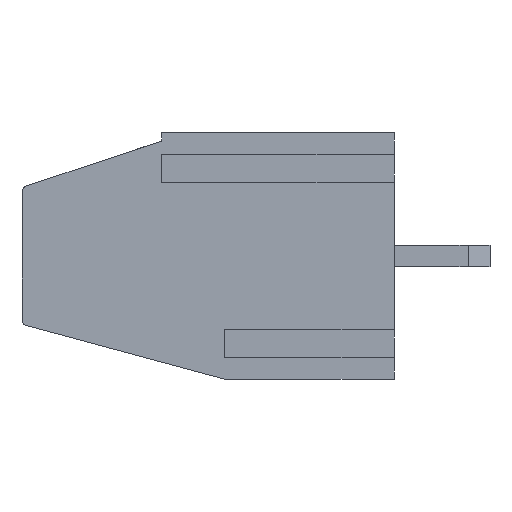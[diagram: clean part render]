
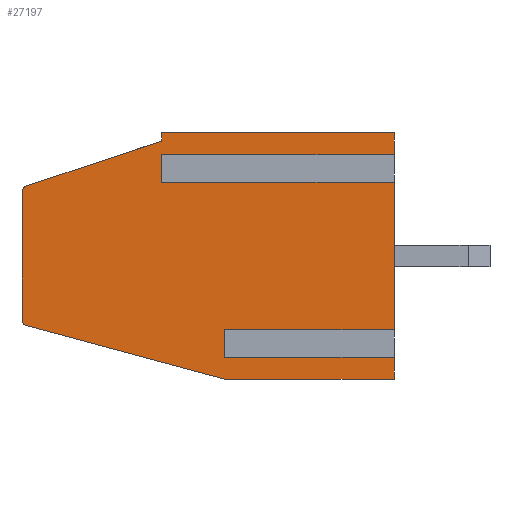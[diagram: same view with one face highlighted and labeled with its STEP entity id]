
A CAD part, left-side view. The second image highlights one B-rep face of the part: STEP entity #27197.
In plain terms, the highlighted planar face has unit normal (-1, 0, 0).
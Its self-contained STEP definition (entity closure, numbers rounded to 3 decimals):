
#958 = CARTESIAN_POINT ( 'NONE',  ( 0., 8.5, 9. ) ) ;
#1262 = CARTESIAN_POINT ( 'NONE',  ( 0., 6.2, 1.007 ) ) ;
#1356 = CARTESIAN_POINT ( 'NONE',  ( 0., 0., 9. ) ) ;
#1556 = CARTESIAN_POINT ( 'NONE',  ( 0., 8.5, 8.7 ) ) ;
#1754 = LINE ( 'NONE', #1262, #6501 ) ;
#1994 = AXIS2_PLACEMENT_3D ( 'NONE', #33467, #30089, #27526 ) ;
#2144 = VERTEX_POINT ( 'NONE', #18439 ) ;
#2148 = VECTOR ( 'NONE', #10237, 1000. ) ;
#2737 = ORIENTED_EDGE ( 'NONE', *, *, #24199, .F. ) ;
#2802 = VERTEX_POINT ( 'NONE', #22516 ) ;
#2972 = ORIENTED_EDGE ( 'NONE', *, *, #11937, .F. ) ;
#3129 = ORIENTED_EDGE ( 'NONE', *, *, #14856, .F. ) ;
#3247 = CARTESIAN_POINT ( 'NONE',  ( 0., 6.2, 1.593 ) ) ;
#3352 = VERTEX_POINT ( 'NONE', #9334 ) ;
#3509 = DIRECTION ( 'NONE',  ( 0., -1., 0. ) ) ;
#3664 = EDGE_CURVE ( 'NONE', #18085, #33202, #6033, .T. ) ;
#3897 = AXIS2_PLACEMENT_3D ( 'NONE', #33611, #10346, #16140 ) ;
#4124 = CARTESIAN_POINT ( 'NONE',  ( 0., 6.2, 0. ) ) ;
#4345 = DIRECTION ( 'NONE',  ( 0., -1., 0. ) ) ;
#4519 = LINE ( 'NONE', #12204, #11956 ) ;
#5011 = CARTESIAN_POINT ( 'NONE',  ( 0., 6.2, 1.007 ) ) ;
#5735 = EDGE_CURVE ( 'NONE', #33202, #32917, #17768, .T. ) ;
#5783 = LINE ( 'NONE', #29071, #17983 ) ;
#6025 = VERTEX_POINT ( 'NONE', #26108 ) ;
#6033 = LINE ( 'NONE', #26922, #6656 ) ;
#6321 = LINE ( 'NONE', #24951, #14889 ) ;
#6501 = VECTOR ( 'NONE', #11642, 1000. ) ;
#6656 = VECTOR ( 'NONE', #3509, 1000. ) ;
#6824 = DIRECTION ( 'NONE',  ( 0., -1., 0. ) ) ;
#6946 = CARTESIAN_POINT ( 'NONE',  ( 0., 13.6, 0. ) ) ;
#7311 = FACE_OUTER_BOUND ( 'NONE', #30183, .T. ) ;
#8437 = ORIENTED_EDGE ( 'NONE', *, *, #18646, .T. ) ;
#8685 = ORIENTED_EDGE ( 'NONE', *, *, #16415, .T. ) ;
#9041 = LINE ( 'NONE', #1556, #31951 ) ;
#9334 = CARTESIAN_POINT ( 'NONE',  ( 0., 8.5, 8.7 ) ) ;
#9664 = VECTOR ( 'NONE', #18466, 1000. ) ;
#9715 = LINE ( 'NONE', #15011, #28319 ) ;
#10237 = DIRECTION ( 'NONE',  ( 0., 0., -1. ) ) ;
#10346 = DIRECTION ( 'NONE',  ( -1., 0., 0. ) ) ;
#10431 = EDGE_CURVE ( 'NONE', #2144, #24941, #11505, .T. ) ;
#10711 = CARTESIAN_POINT ( 'NONE',  ( 0., 8.5, 7.993 ) ) ;
#11379 = ORIENTED_EDGE ( 'NONE', *, *, #14238, .F. ) ;
#11505 = CIRCLE ( 'NONE', #3897, 0.2 ) ;
#11550 = LINE ( 'NONE', #29540, #15405 ) ;
#11642 = DIRECTION ( 'NONE',  ( 0., -1., 0. ) ) ;
#11937 = EDGE_CURVE ( 'NONE', #33122, #24941, #24032, .T. ) ;
#11956 = VECTOR ( 'NONE', #4345, 1000. ) ;
#12204 = CARTESIAN_POINT ( 'NONE',  ( 0., 13.6, 9. ) ) ;
#12629 = DIRECTION ( 'NONE',  ( 0., 0., 1. ) ) ;
#12660 = LINE ( 'NONE', #15538, #17820 ) ;
#12807 = LINE ( 'NONE', #18253, #2148 ) ;
#13200 = VECTOR ( 'NONE', #28239, 1000. ) ;
#13306 = CARTESIAN_POINT ( 'NONE',  ( 0., 0., 7.407 ) ) ;
#13372 = CARTESIAN_POINT ( 'NONE',  ( 0., 0., 0. ) ) ;
#13626 = DIRECTION ( 'NONE',  ( 0., -1., 0. ) ) ;
#14121 = LINE ( 'NONE', #1356, #32161 ) ;
#14238 = EDGE_CURVE ( 'NONE', #2144, #2802, #9715, .T. ) ;
#14252 = ORIENTED_EDGE ( 'NONE', *, *, #20926, .T. ) ;
#14647 = CARTESIAN_POINT ( 'NONE',  ( 0., 0., 1.007 ) ) ;
#14856 = EDGE_CURVE ( 'NONE', #16516, #21371, #1754, .T. ) ;
#14889 = VECTOR ( 'NONE', #6824, 1000. ) ;
#15011 = CARTESIAN_POINT ( 'NONE',  ( 0., 13.6, 9. ) ) ;
#15075 = ORIENTED_EDGE ( 'NONE', *, *, #5735, .T. ) ;
#15156 = DIRECTION ( 'NONE',  ( 1., 0., 0. ) ) ;
#15231 = CARTESIAN_POINT ( 'NONE',  ( 0., 13.6, 7. ) ) ;
#15405 = VECTOR ( 'NONE', #21640, 1000. ) ;
#15538 = CARTESIAN_POINT ( 'NONE',  ( 0., 6.2, 0. ) ) ;
#15554 = EDGE_CURVE ( 'NONE', #23424, #21371, #5783, .T. ) ;
#15651 = CARTESIAN_POINT ( 'NONE',  ( 0., 13.6, 9. ) ) ;
#16140 = DIRECTION ( 'NONE',  ( 0., 0., -1. ) ) ;
#16189 = LINE ( 'NONE', #19108, #20414 ) ;
#16415 = EDGE_CURVE ( 'NONE', #33089, #6025, #14121, .T. ) ;
#16516 = VERTEX_POINT ( 'NONE', #5011 ) ;
#17118 = VERTEX_POINT ( 'NONE', #20048 ) ;
#17147 = VECTOR ( 'NONE', #33613, 1000. ) ;
#17229 = CIRCLE ( 'NONE', #1994, 0.2 ) ;
#17768 = LINE ( 'NONE', #25491, #13200 ) ;
#17820 = VECTOR ( 'NONE', #23238, 1000. ) ;
#17882 = LINE ( 'NONE', #6946, #17147 ) ;
#17907 = CARTESIAN_POINT ( 'NONE',  ( 0., 6.2, 0. ) ) ;
#17983 = VECTOR ( 'NONE', #29251, 1000. ) ;
#18085 = VERTEX_POINT ( 'NONE', #3247 ) ;
#18253 = CARTESIAN_POINT ( 'NONE',  ( 0., 8.5, 7.993 ) ) ;
#18261 = ORIENTED_EDGE ( 'NONE', *, *, #21573, .F. ) ;
#18439 = CARTESIAN_POINT ( 'NONE',  ( 0., 13.6, 2.153 ) ) ;
#18466 = DIRECTION ( 'NONE',  ( 0., -0.949, 0.316 ) ) ;
#18579 = ORIENTED_EDGE ( 'NONE', *, *, #21824, .F. ) ;
#18646 = EDGE_CURVE ( 'NONE', #17118, #2802, #17229, .T. ) ;
#19108 = CARTESIAN_POINT ( 'NONE',  ( 0., 8.5, 7.993 ) ) ;
#19634 = CARTESIAN_POINT ( 'NONE',  ( 0., 13.452, 1.96 ) ) ;
#19701 = VERTEX_POINT ( 'NONE', #958 ) ;
#19939 = ORIENTED_EDGE ( 'NONE', *, *, #31436, .T. ) ;
#20048 = CARTESIAN_POINT ( 'NONE',  ( 0., 13.463, 7.046 ) ) ;
#20414 = VECTOR ( 'NONE', #13626, 1000. ) ;
#20926 = EDGE_CURVE ( 'NONE', #16516, #18085, #11550, .T. ) ;
#21371 = VERTEX_POINT ( 'NONE', #14647 ) ;
#21573 = EDGE_CURVE ( 'NONE', #32232, #32917, #6321, .T. ) ;
#21640 = DIRECTION ( 'NONE',  ( 0., 0., 1. ) ) ;
#21824 = EDGE_CURVE ( 'NONE', #19701, #6025, #4519, .T. ) ;
#22167 = DIRECTION ( 'NONE',  ( 0., 0., 1. ) ) ;
#22516 = CARTESIAN_POINT ( 'NONE',  ( 0., 13.6, 6.856 ) ) ;
#22624 = EDGE_CURVE ( 'NONE', #26004, #33122, #12660, .T. ) ;
#23040 = EDGE_CURVE ( 'NONE', #17118, #3352, #23421, .T. ) ;
#23238 = DIRECTION ( 'NONE',  ( 0., 0., 1. ) ) ;
#23386 = CARTESIAN_POINT ( 'NONE',  ( 0., 8.5, 7.407 ) ) ;
#23421 = LINE ( 'NONE', #15231, #9664 ) ;
#23424 = VERTEX_POINT ( 'NONE', #13372 ) ;
#24032 = LINE ( 'NONE', #31901, #28674 ) ;
#24199 = EDGE_CURVE ( 'NONE', #26262, #32232, #12807, .T. ) ;
#24491 = ORIENTED_EDGE ( 'NONE', *, *, #15554, .T. ) ;
#24523 = ORIENTED_EDGE ( 'NONE', *, *, #10431, .T. ) ;
#24941 = VERTEX_POINT ( 'NONE', #19634 ) ;
#24951 = CARTESIAN_POINT ( 'NONE',  ( 0., 8.5, 7.407 ) ) ;
#24962 = EDGE_CURVE ( 'NONE', #26004, #23424, #17882, .T. ) ;
#25491 = CARTESIAN_POINT ( 'NONE',  ( 0., 0., 9. ) ) ;
#25614 = DIRECTION ( 'NONE',  ( 0., 0., -1. ) ) ;
#26004 = VERTEX_POINT ( 'NONE', #4124 ) ;
#26108 = CARTESIAN_POINT ( 'NONE',  ( 0., 0., 9. ) ) ;
#26262 = VERTEX_POINT ( 'NONE', #10711 ) ;
#26922 = CARTESIAN_POINT ( 'NONE',  ( 0., 6.2, 1.593 ) ) ;
#27197 = ADVANCED_FACE ( 'NONE', ( #7311 ), #28685, .F. ) ;
#27354 = CARTESIAN_POINT ( 'NONE',  ( 0., 0., 7.993 ) ) ;
#27526 = DIRECTION ( 'NONE',  ( 0., 0., -1. ) ) ;
#28239 = DIRECTION ( 'NONE',  ( 0., 0., 1. ) ) ;
#28277 = ORIENTED_EDGE ( 'NONE', *, *, #23040, .F. ) ;
#28319 = VECTOR ( 'NONE', #12629, 1000. ) ;
#28674 = VECTOR ( 'NONE', #29359, 1000. ) ;
#28685 = PLANE ( 'NONE',  #30192 ) ;
#28858 = CARTESIAN_POINT ( 'NONE',  ( 0., 0., 1.593 ) ) ;
#29071 = CARTESIAN_POINT ( 'NONE',  ( 0., 0., 9. ) ) ;
#29251 = DIRECTION ( 'NONE',  ( 0., 0., 1. ) ) ;
#29359 = DIRECTION ( 'NONE',  ( 0., 0.965, 0.261 ) ) ;
#29540 = CARTESIAN_POINT ( 'NONE',  ( 0., 6.2, 1.007 ) ) ;
#29580 = DIRECTION ( 'NONE',  ( 0., 0., 1. ) ) ;
#29937 = ORIENTED_EDGE ( 'NONE', *, *, #3664, .T. ) ;
#30089 = DIRECTION ( 'NONE',  ( -1., 0., 0. ) ) ;
#30183 = EDGE_LOOP ( 'NONE', ( #28277, #8437, #11379, #24523, #2972, #32766, #30512, #24491, #3129, #14252, #29937, #15075, #18261, #2737, #19939, #8685, #18579, #31030 ) ) ;
#30192 = AXIS2_PLACEMENT_3D ( 'NONE', #15651, #15156, #25614 ) ;
#30512 = ORIENTED_EDGE ( 'NONE', *, *, #24962, .T. ) ;
#31030 = ORIENTED_EDGE ( 'NONE', *, *, #33003, .F. ) ;
#31436 = EDGE_CURVE ( 'NONE', #26262, #33089, #16189, .T. ) ;
#31901 = CARTESIAN_POINT ( 'NONE',  ( 0., 13.6, 2. ) ) ;
#31951 = VECTOR ( 'NONE', #29580, 1000. ) ;
#32161 = VECTOR ( 'NONE', #22167, 1000. ) ;
#32232 = VERTEX_POINT ( 'NONE', #23386 ) ;
#32766 = ORIENTED_EDGE ( 'NONE', *, *, #22624, .F. ) ;
#32917 = VERTEX_POINT ( 'NONE', #13306 ) ;
#33003 = EDGE_CURVE ( 'NONE', #3352, #19701, #9041, .T. ) ;
#33089 = VERTEX_POINT ( 'NONE', #27354 ) ;
#33122 = VERTEX_POINT ( 'NONE', #17907 ) ;
#33202 = VERTEX_POINT ( 'NONE', #28858 ) ;
#33467 = CARTESIAN_POINT ( 'NONE',  ( 0., 13.4, 6.856 ) ) ;
#33611 = CARTESIAN_POINT ( 'NONE',  ( 0., 13.4, 2.153 ) ) ;
#33613 = DIRECTION ( 'NONE',  ( 0., -1., 0. ) ) ;
